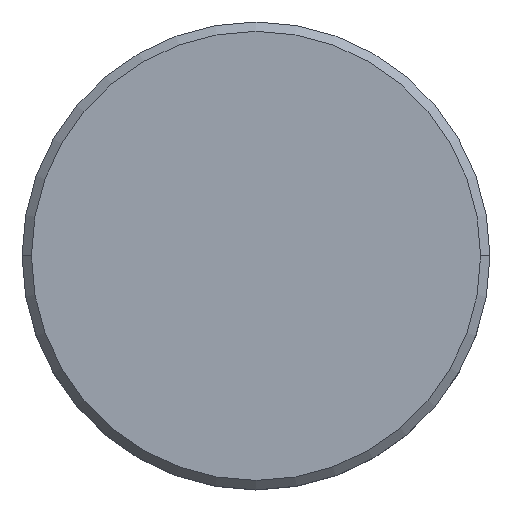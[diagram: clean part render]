
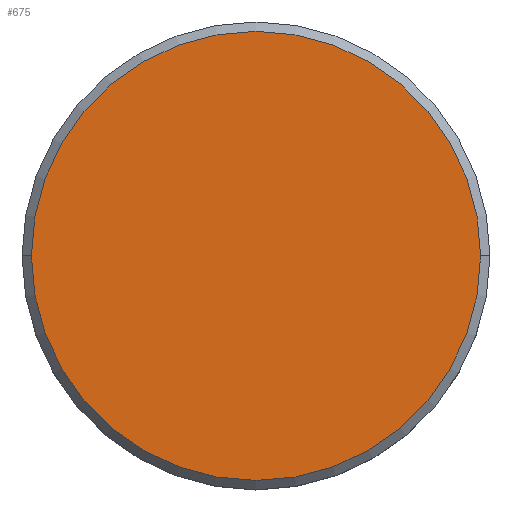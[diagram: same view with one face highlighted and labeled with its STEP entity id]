
A CAD part, top view. The second image highlights one B-rep face of the part: STEP entity #675.
In plain terms, the highlighted planar face has unit normal (0, 0, 1).
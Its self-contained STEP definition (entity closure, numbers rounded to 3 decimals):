
#97 = CARTESIAN_POINT ( 'NONE',  ( 0., 0., 0. ) ) ;
#162 = EDGE_CURVE ( 'NONE', #706, #355, #755, .T. ) ;
#172 = AXIS2_PLACEMENT_3D ( 'NONE', #426, #997, #718 ) ;
#194 = DIRECTION ( 'NONE',  ( 0., 0., 1. ) ) ;
#200 = CARTESIAN_POINT ( 'NONE',  ( 0., 0., 0. ) ) ;
#265 = DIRECTION ( 'NONE',  ( 1., 0., 0. ) ) ;
#355 = VERTEX_POINT ( 'NONE', #585 ) ;
#400 = EDGE_LOOP ( 'NONE', ( #968, #877 ) ) ;
#426 = CARTESIAN_POINT ( 'NONE',  ( 0., 0., 0. ) ) ;
#445 = DIRECTION ( 'NONE',  ( 1., 0., 0. ) ) ;
#463 = PLANE ( 'NONE',  #857 ) ;
#504 = EDGE_CURVE ( 'NONE', #355, #706, #1016, .T. ) ;
#551 = FACE_OUTER_BOUND ( 'NONE', #400, .T. ) ;
#562 = AXIS2_PLACEMENT_3D ( 'NONE', #200, #1104, #265 ) ;
#585 = CARTESIAN_POINT ( 'NONE',  ( -12., 0., 0. ) ) ;
#675 = ADVANCED_FACE ( 'NONE', ( #551 ), #463, .T. ) ;
#706 = VERTEX_POINT ( 'NONE', #747 ) ;
#718 = DIRECTION ( 'NONE',  ( 1., 0., 0. ) ) ;
#747 = CARTESIAN_POINT ( 'NONE',  ( 12., 0., 0. ) ) ;
#755 = CIRCLE ( 'NONE', #562, 12. ) ;
#857 = AXIS2_PLACEMENT_3D ( 'NONE', #97, #194, #445 ) ;
#877 = ORIENTED_EDGE ( 'NONE', *, *, #162, .T. ) ;
#968 = ORIENTED_EDGE ( 'NONE', *, *, #504, .T. ) ;
#997 = DIRECTION ( 'NONE',  ( 0., 0., 1. ) ) ;
#1016 = CIRCLE ( 'NONE', #172, 12. ) ;
#1104 = DIRECTION ( 'NONE',  ( 0., 0., 1. ) ) ;
